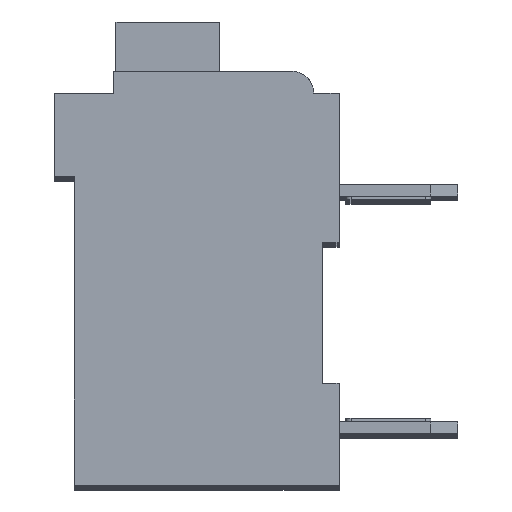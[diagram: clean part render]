
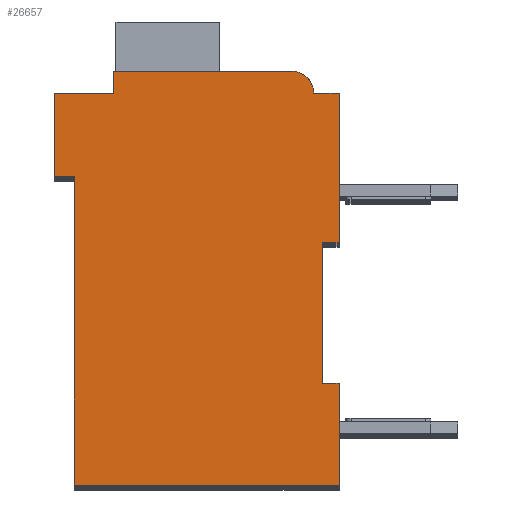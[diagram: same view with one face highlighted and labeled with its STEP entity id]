
A CAD part, top view. The second image highlights one B-rep face of the part: STEP entity #26657.
In plain terms, the highlighted planar face has unit normal (0, 0, 1).
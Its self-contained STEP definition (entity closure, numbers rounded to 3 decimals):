
#8178=DIRECTION('',(1.,0.,0.));
#8179=VECTOR('',#8178,0.5);
#8180=CARTESIAN_POINT('',(7.3,7.15,2.1));
#8181=LINE('',#8180,#8179);
#8182=DIRECTION('',(0.,1.,0.));
#8183=VECTOR('',#8182,4.15);
#8184=CARTESIAN_POINT('',(7.3,3.,2.1));
#8185=LINE('',#8184,#8183);
#8186=DIRECTION('',(-1.,0.,0.));
#8187=VECTOR('',#8186,0.5);
#8188=CARTESIAN_POINT('',(7.8,3.,2.1));
#8189=LINE('',#8188,#8187);
#8190=DIRECTION('',(0.,1.,0.));
#8191=VECTOR('',#8190,3.);
#8192=CARTESIAN_POINT('',(7.8,0.,2.1));
#8193=LINE('',#8192,#8191);
#8194=DIRECTION('',(1.,0.,0.));
#8195=VECTOR('',#8194,7.8);
#8196=CARTESIAN_POINT('',(0.,0.,2.1));
#8197=LINE('',#8196,#8195);
#8198=DIRECTION('',(0.,-1.,0.));
#8199=VECTOR('',#8198,9.1);
#8200=CARTESIAN_POINT('',(0.,9.1,2.1));
#8201=LINE('',#8200,#8199);
#8202=DIRECTION('',(1.,0.,0.));
#8203=VECTOR('',#8202,0.6);
#8204=CARTESIAN_POINT('',(-0.6,9.1,2.1));
#8205=LINE('',#8204,#8203);
#8206=DIRECTION('',(0.,-1.,0.));
#8207=VECTOR('',#8206,2.45);
#8208=CARTESIAN_POINT('',(-0.6,11.55,2.1));
#8209=LINE('',#8208,#8207);
#8210=DIRECTION('',(-1.,0.,0.));
#8211=VECTOR('',#8210,1.75);
#8212=CARTESIAN_POINT('',(1.15,11.55,2.1));
#8213=LINE('',#8212,#8211);
#8214=DIRECTION('',(0.,-1.,0.));
#8215=VECTOR('',#8214,0.65);
#8216=CARTESIAN_POINT('',(1.15,12.2,2.1));
#8217=LINE('',#8216,#8215);
#8218=DIRECTION('',(-1.,0.,0.));
#8219=VECTOR('',#8218,5.25);
#8220=CARTESIAN_POINT('',(6.4,12.2,2.1));
#8221=LINE('',#8220,#8219);
#8222=CARTESIAN_POINT('',(6.4,11.55,2.1));
#8223=DIRECTION('',(0.,0.,1.));
#8224=DIRECTION('',(1.,0.,0.));
#8225=AXIS2_PLACEMENT_3D('',#8222,#8223,#8224);
#8227=DIRECTION('',(-1.,0.,0.));
#8228=VECTOR('',#8227,0.75);
#8229=CARTESIAN_POINT('',(7.8,11.55,2.1));
#8230=LINE('',#8229,#8228);
#8231=DIRECTION('',(0.,1.,0.));
#8232=VECTOR('',#8231,4.4);
#8233=CARTESIAN_POINT('',(7.8,7.15,2.1));
#8234=LINE('',#8233,#8232);
#13107=CARTESIAN_POINT('',(7.3,7.15,2.1));
#13108=CARTESIAN_POINT('',(7.8,7.15,2.1));
#13109=VERTEX_POINT('',#13107);
#13110=VERTEX_POINT('',#13108);
#13111=CARTESIAN_POINT('',(7.8,11.55,2.1));
#13112=VERTEX_POINT('',#13111);
#13113=CARTESIAN_POINT('',(7.05,11.55,2.1));
#13114=VERTEX_POINT('',#13113);
#13115=CARTESIAN_POINT('',(6.4,12.2,2.1));
#13116=VERTEX_POINT('',#13115);
#13117=CARTESIAN_POINT('',(1.15,12.2,2.1));
#13118=VERTEX_POINT('',#13117);
#13119=CARTESIAN_POINT('',(1.15,11.55,2.1));
#13120=VERTEX_POINT('',#13119);
#13121=CARTESIAN_POINT('',(-0.6,11.55,2.1));
#13122=VERTEX_POINT('',#13121);
#13123=CARTESIAN_POINT('',(-0.6,9.1,2.1));
#13124=VERTEX_POINT('',#13123);
#13125=CARTESIAN_POINT('',(0.,9.1,2.1));
#13126=VERTEX_POINT('',#13125);
#13127=CARTESIAN_POINT('',(0.,0.,2.1));
#13128=VERTEX_POINT('',#13127);
#13129=CARTESIAN_POINT('',(7.8,0.,2.1));
#13130=VERTEX_POINT('',#13129);
#13131=CARTESIAN_POINT('',(7.8,3.,2.1));
#13132=VERTEX_POINT('',#13131);
#13133=CARTESIAN_POINT('',(7.3,3.,2.1));
#13134=VERTEX_POINT('',#13133);
#26636=CARTESIAN_POINT('',(0.,0.,2.1));
#26637=DIRECTION('',(0.,0.,1.));
#26638=DIRECTION('',(1.,0.,0.));
#26639=AXIS2_PLACEMENT_3D('',#26636,#26637,#26638);
#26640=PLANE('',#26639);
#26641=ORIENTED_EDGE('',*,*,#17268,.F.);
#26642=ORIENTED_EDGE('',*,*,#17886,.F.);
#26643=ORIENTED_EDGE('',*,*,#22558,.F.);
#26644=ORIENTED_EDGE('',*,*,#22883,.F.);
#26645=ORIENTED_EDGE('',*,*,#23264,.F.);
#26646=ORIENTED_EDGE('',*,*,#23822,.F.);
#26647=ORIENTED_EDGE('',*,*,#24000,.F.);
#26648=ORIENTED_EDGE('',*,*,#24361,.F.);
#26649=ORIENTED_EDGE('',*,*,#24769,.F.);
#26650=ORIENTED_EDGE('',*,*,#25366,.F.);
#26651=ORIENTED_EDGE('',*,*,#25832,.F.);
#26652=ORIENTED_EDGE('',*,*,#24820,.F.);
#26653=ORIENTED_EDGE('',*,*,#25197,.F.);
#26654=ORIENTED_EDGE('',*,*,#17781,.F.);
#26655=EDGE_LOOP('',(#26641,#26642,#26643,#26644,#26645,#26646,#26647,#26648,
#26649,#26650,#26651,#26652,#26653,#26654));
#26656=FACE_OUTER_BOUND('',#26655,.F.);
#8226=CIRCLE('',#8225,0.65);
#17268=EDGE_CURVE('',#13109,#13110,#8181,.T.);
#17781=EDGE_CURVE('',#13110,#13112,#8234,.T.);
#17886=EDGE_CURVE('',#13134,#13109,#8185,.T.);
#22558=EDGE_CURVE('',#13132,#13134,#8189,.T.);
#22883=EDGE_CURVE('',#13130,#13132,#8193,.T.);
#23264=EDGE_CURVE('',#13128,#13130,#8197,.T.);
#23822=EDGE_CURVE('',#13126,#13128,#8201,.T.);
#24000=EDGE_CURVE('',#13124,#13126,#8205,.T.);
#24361=EDGE_CURVE('',#13122,#13124,#8209,.T.);
#24769=EDGE_CURVE('',#13120,#13122,#8213,.T.);
#24820=EDGE_CURVE('',#13114,#13116,#8226,.T.);
#25197=EDGE_CURVE('',#13112,#13114,#8230,.T.);
#25366=EDGE_CURVE('',#13118,#13120,#8217,.T.);
#25832=EDGE_CURVE('',#13116,#13118,#8221,.T.);
#26657=ADVANCED_FACE('',(#26656),#26640,.T.);
